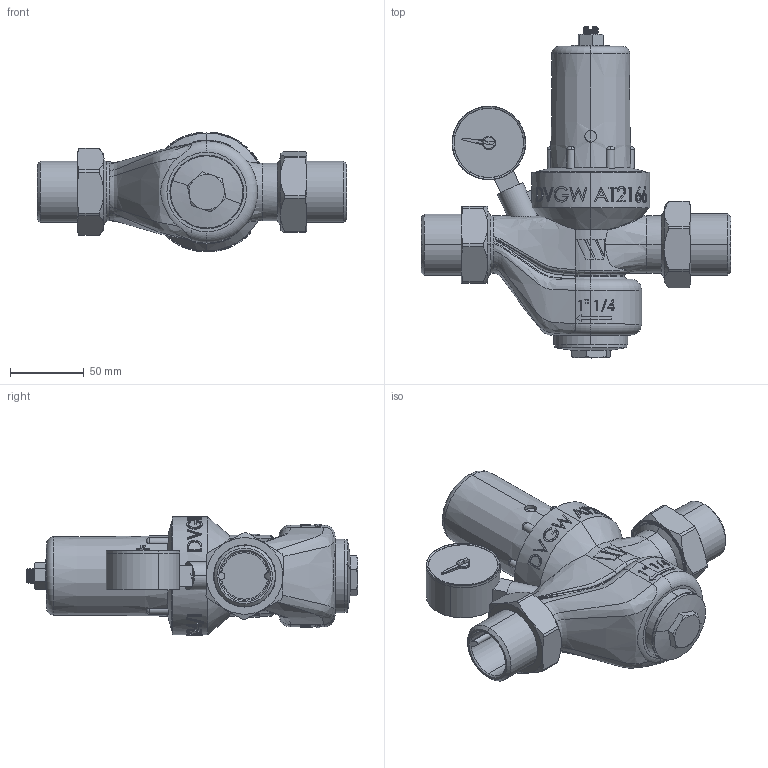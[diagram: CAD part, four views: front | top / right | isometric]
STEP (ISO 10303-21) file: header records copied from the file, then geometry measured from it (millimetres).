
FILE_DESCRIPTION (( 'STEP AP203' ), '1' );
FILE_NAME ('DRV32.STEP', '2023-06-30T14:26:47', ( 'Admin' ), ( '' ), 'SwSTEP 2.0', 'SolidWorks 2021', '' );
FILE_SCHEMA (( 'CONFIG_CONTROL_DESIGN' ));
Length unit declared in the file: millimetre
Products named in the file (1): DRV32
Bounding box: 210 x 225.2 x 81.34 mm (x, y, z)
Volume: 865943.8 mm3; surface area: 109015.7 mm2
Topology: 2 solids, 6 shells, 1220 faces, 3148 edges, 2062 vertices
Faces by surface type: plane 626, bspline 273, cylinder 201, cone 86, torus 34
Entity records: 98240 total; most frequent: CARTESIAN_POINT 70804, ORIENTED_EDGE 6296, DIRECTION 4612, EDGE_CURVE 3148, VERTEX_POINT 2062, AXIS2_PLACEMENT_3D 1588, VECTOR 1436, LINE 1436
